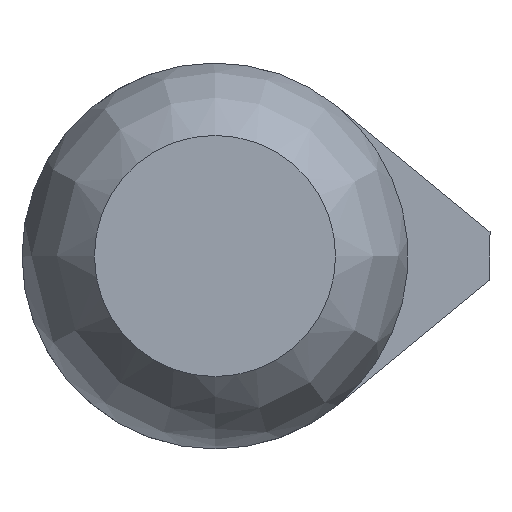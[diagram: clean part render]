
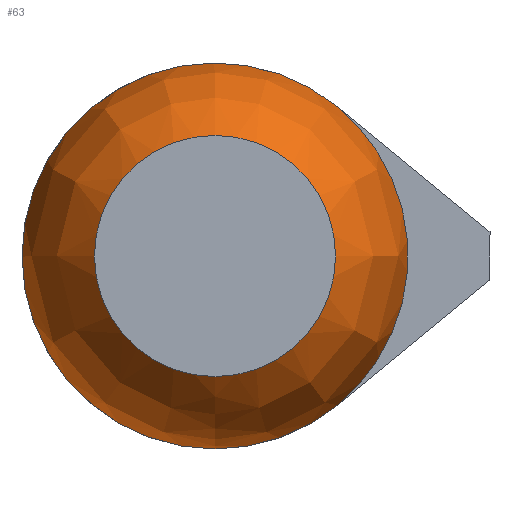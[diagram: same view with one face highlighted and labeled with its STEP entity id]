
A CAD part, front view. The second image highlights one B-rep face of the part: STEP entity #63.
In plain terms, the highlighted free-form (B-spline) face has degree [3, 3] with [4, 7] control points.
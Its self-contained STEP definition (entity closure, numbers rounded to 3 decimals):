
#63 = ADVANCED_FACE( '', ( #136, #137 ), #138, .T. );
#136 = FACE_OUTER_BOUND( '', #216, .T. );
#137 = FACE_OUTER_BOUND( '', #217, .T. );
#138 = ( BOUNDED_SURFACE(  )B_SPLINE_SURFACE( 3, 3, ( ( #220, #221, #222, #223, #224, #225, #226 ), ( #227, #228, #229, #230, #231, #232, #233 ), ( #234, #235, #236, #237, #238, #239, #240 ), ( #241, #242, #243, #244, #245, #246, #247 ) ), .UNSPECIFIED., .F., .T., .F. )B_SPLINE_SURFACE_WITH_KNOTS( ( 4, 4 ), ( 4, 3, 4 ), ( 0., 6.283 ), ( 0.031, 0.464, 0.896 ), .UNSPECIFIED. )GEOMETRIC_REPRESENTATION_ITEM(  )RATIONAL_B_SPLINE_SURFACE( ( ( 1., 0.333, 0.333, 1., 0.333, 0.333, 1. ), ( 0.939, 0.313, 0.313, 0.939, 0.313, 0.313, 0.939 ), ( 0.939, 0.313, 0.313, 0.939, 0.313, 0.313, 0.939 ), ( 1., 0.333, 0.333, 1., 0.333, 0.333, 1. ) ) )REPRESENTATION_ITEM( '' )SURFACE(  ) );
#216 = EDGE_LOOP( '', ( #391, #392 ) );
#217 = EDGE_LOOP( '', ( #393 ) );
#220 = CARTESIAN_POINT( '', ( 0., -19.25, -2.5 ) );
#221 = CARTESIAN_POINT( '', ( 5., -19.25, -2.5 ) );
#222 = CARTESIAN_POINT( '', ( 5., -19.25, 2.5 ) );
#223 = CARTESIAN_POINT( '', ( 0., -19.25, 2.5 ) );
#224 = CARTESIAN_POINT( '', ( -5., -19.25, 2.5 ) );
#225 = CARTESIAN_POINT( '', ( -5., -19.25, -2.5 ) );
#226 = CARTESIAN_POINT( '', ( 0., -19.25, -2.5 ) );
#227 = CARTESIAN_POINT( '', ( 0., -18.506, -3.43 ) );
#228 = CARTESIAN_POINT( '', ( 6.861, -18.506, -3.43 ) );
#229 = CARTESIAN_POINT( '', ( 6.861, -18.506, 3.43 ) );
#230 = CARTESIAN_POINT( '', ( 0., -18.506, 3.43 ) );
#231 = CARTESIAN_POINT( '', ( -6.861, -18.506, 3.43 ) );
#232 = CARTESIAN_POINT( '', ( -6.861, -18.506, -3.43 ) );
#233 = CARTESIAN_POINT( '', ( 0., -18.506, -3.43 ) );
#234 = CARTESIAN_POINT( '', ( 0., -17.441, -3.963 ) );
#235 = CARTESIAN_POINT( '', ( 7.926, -17.441, -3.963 ) );
#236 = CARTESIAN_POINT( '', ( 7.926, -17.441, 3.963 ) );
#237 = CARTESIAN_POINT( '', ( 0., -17.441, 3.963 ) );
#238 = CARTESIAN_POINT( '', ( -7.926, -17.441, 3.963 ) );
#239 = CARTESIAN_POINT( '', ( -7.926, -17.441, -3.963 ) );
#240 = CARTESIAN_POINT( '', ( 0., -17.441, -3.963 ) );
#241 = CARTESIAN_POINT( '', ( 0., -16.25, -4. ) );
#242 = CARTESIAN_POINT( '', ( 8., -16.25, -4. ) );
#243 = CARTESIAN_POINT( '', ( 8., -16.25, 4. ) );
#244 = CARTESIAN_POINT( '', ( 0., -16.25, 4. ) );
#245 = CARTESIAN_POINT( '', ( -8., -16.25, 4. ) );
#246 = CARTESIAN_POINT( '', ( -8., -16.25, -4. ) );
#247 = CARTESIAN_POINT( '', ( 0., -16.25, -4. ) );
#391 = ORIENTED_EDGE( '', *, *, #498, .F. );
#392 = ORIENTED_EDGE( '', *, *, #499, .F. );
#393 = ORIENTED_EDGE( '', *, *, #500, .F. );
#498 = EDGE_CURVE( '', #565, #566, #567, .T. );
#499 = EDGE_CURVE( '', #566, #565, #568, .T. );
#500 = EDGE_CURVE( '', #569, #569, #570, .T. );
#565 = VERTEX_POINT( '', #653 );
#566 = VERTEX_POINT( '', #654 );
#567 = CIRCLE( '', #655, 4. );
#568 = CIRCLE( '', #656, 4. );
#569 = VERTEX_POINT( '', #657 );
#570 = CIRCLE( '', #658, 2.5 );
#653 = CARTESIAN_POINT( '', ( 2.536, -16.25, 3.094 ) );
#654 = CARTESIAN_POINT( '', ( 2.536, -16.25, -3.094 ) );
#655 = AXIS2_PLACEMENT_3D( '', #732, #733, #734 );
#656 = AXIS2_PLACEMENT_3D( '', #735, #736, #737 );
#657 = CARTESIAN_POINT( '', ( 0., -19.25, -2.5 ) );
#658 = AXIS2_PLACEMENT_3D( '', #738, #739, #740 );
#732 = CARTESIAN_POINT( '', ( 0., -16.25, 0. ) );
#733 = DIRECTION( '', ( 0., 1., 0. ) );
#734 = DIRECTION( '', ( 0., 0., 1. ) );
#735 = CARTESIAN_POINT( '', ( 0., -16.25, 0. ) );
#736 = DIRECTION( '', ( 0., 1., 0. ) );
#737 = DIRECTION( '', ( 1., 0., 0. ) );
#738 = CARTESIAN_POINT( '', ( 0., -19.25, 0. ) );
#739 = DIRECTION( '', ( 0., -1., 0. ) );
#740 = DIRECTION( '', ( 0., 0., -1. ) );
